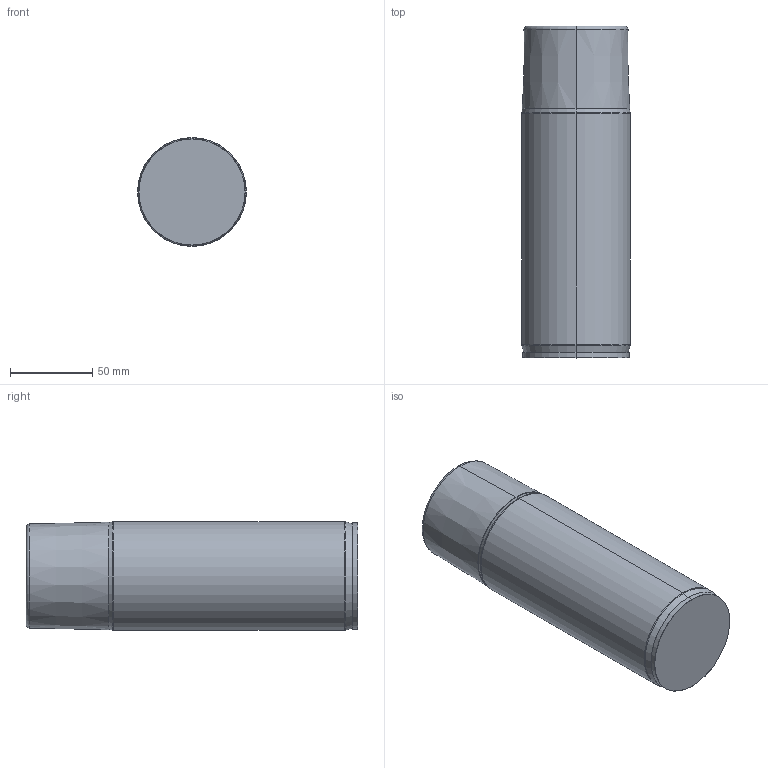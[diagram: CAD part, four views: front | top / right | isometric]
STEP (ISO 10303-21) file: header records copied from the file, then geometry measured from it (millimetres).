
FILE_DESCRIPTION (( 'STEP AP214' ), '1' );
FILE_NAME ('2362970.stp', '2020-01-22T07:53:46', ( '' ), ( '' ), 'SwSTEP 2.0', 'SolidWorks 2018', '' );
FILE_SCHEMA (( 'AUTOMOTIVE_DESIGN' ));
Length unit declared in the file: millimetre
Products named in the file (1): 2362970
Bounding box: 66 x 201.25 x 66 mm (x, y, z)
Volume: 677242.9 mm3; surface area: 47881.1 mm2
Topology: 1 solids, 1 shells, 24 faces, 46 edges, 26 vertices
Faces by surface type: torus 10, cone 6, cylinder 4, plane 4
Entity records: 912 total; most frequent: DIRECTION 132, CARTESIAN_POINT 97, ORIENTED_EDGE 92, AXIS2_PLACEMENT_3D 61, EDGE_CURVE 46, CIRCLE 36, UNCERTAINTY_MEASURE_WITH_UNIT 27, SURFACE_SIDE_STYLE 26
